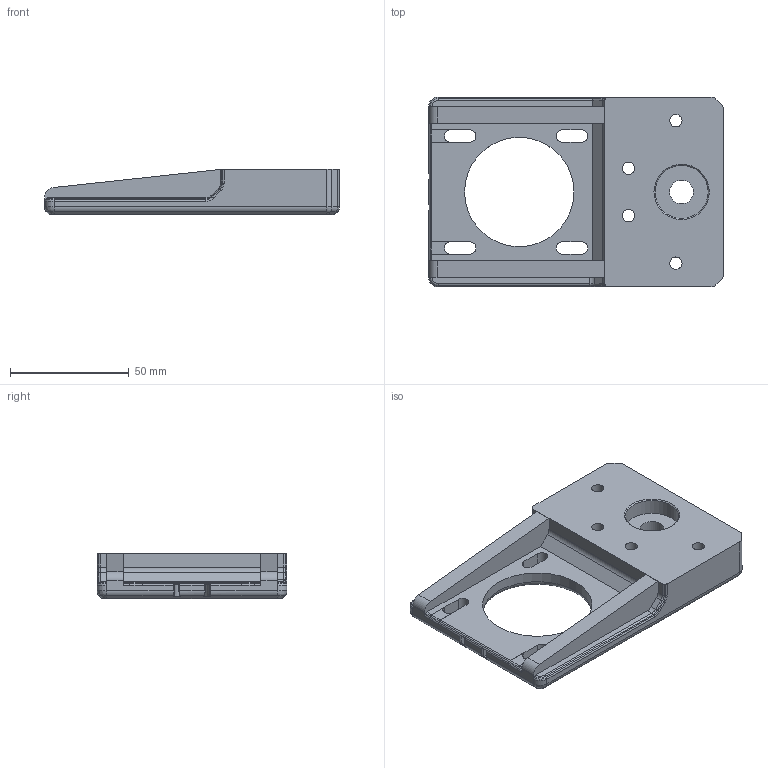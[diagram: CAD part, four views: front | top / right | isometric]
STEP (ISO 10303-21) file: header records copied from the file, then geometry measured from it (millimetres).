
FILE_DESCRIPTION(/* description */ (''),/* implementation_level */ '2;1');
FILE_NAME(/* name */ 'Z Axis_Z axis motor mount v2.step',/* time_stamp */ '2024-02-10T14:23:50-05:00',/* author */ (''),/* organization */ (''),/* preprocessor_version */ 'ST-DEVELOPER v20',/* originating_system */ 'Autodesk Translation Framework v12.20.1.177',/* authorisation */ '');
FILE_SCHEMA (('AUTOMOTIVE_DESIGN { 1 0 10303 214 3 1 1 }'));
Length unit declared in the file: millimetre
Products named in the file (2): Z Axis_Z axis motor mount; Component24
Assembly tree (1 placements, depth 2):
  Z Axis_Z axis motor mount
    Component24
Bounding box: 124.21 x 80 x 19 mm (x, y, z)
Volume: 99668.1 mm3; surface area: 28463.6 mm2
Topology: 1 solids, 1 shells, 269 faces, 684 edges, 418 vertices
Faces by surface type: plane 139, cylinder 74, cone 23, bspline 18, torus 11, sphere 4
Full cylindrical faces by diameter (mm): 4 x2, 4.1 x2, 5.2 x4, 10 x1, 11 x4, 22.4 x2, 46.1 x1
Entity records: 8549 total; most frequent: CARTESIAN_POINT 1920, DIRECTION 1395, ORIENTED_EDGE 1368, EDGE_CURVE 684, AXIS2_PLACEMENT_3D 491, VERTEX_POINT 418, LINE 413, VECTOR 413
